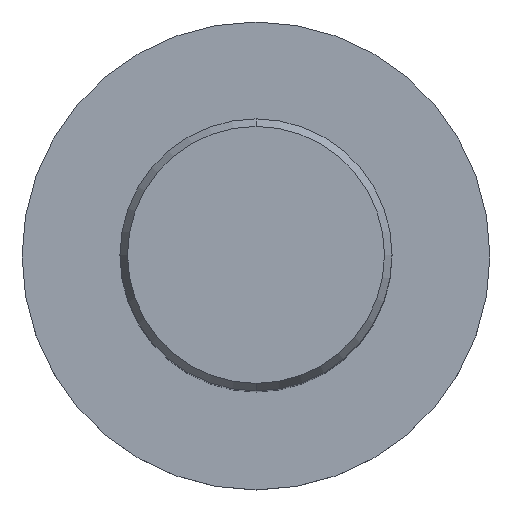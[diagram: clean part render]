
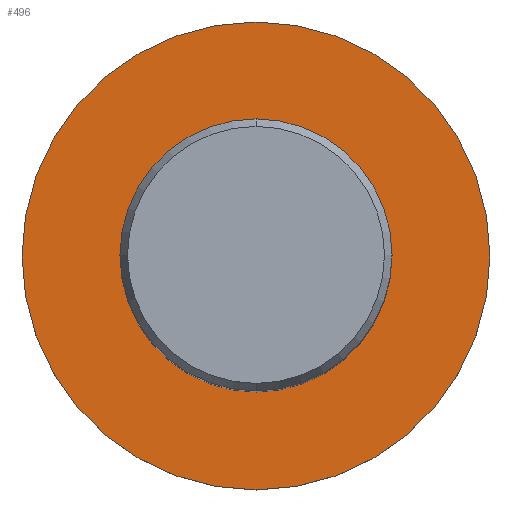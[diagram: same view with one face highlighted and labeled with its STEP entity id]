
A CAD part, top view. The second image highlights one B-rep face of the part: STEP entity #496.
In plain terms, the highlighted planar face has unit normal (0, 0, 1).
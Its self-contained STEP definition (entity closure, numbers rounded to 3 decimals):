
#254=VERTEX_POINT('',#591);
#256=EDGE_CURVE('',#318,#408,#593,.T.);
#300=EDGE_CURVE('',#408,#318,#641,.T.);
#318=VERTEX_POINT('',#660);
#322=EDGE_CURVE('',#486,#254,#664,.T.);
#390=EDGE_CURVE('',#254,#486,#737,.T.);
#408=VERTEX_POINT('',#757);
#486=VERTEX_POINT('',#845);
#496=ADVANCED_FACE('',(#857,#858),#859,.T.);
#591=CARTESIAN_POINT('',(0.0,12.5,-56.0));
#593=CIRCLE('',#1022,21.5);
#641=CIRCLE('',#1126,21.5);
#660=CARTESIAN_POINT('',(0.0,21.5,-56.0));
#664=CIRCLE('',#1151,12.5);
#737=CIRCLE('',#1327,12.5);
#757=CARTESIAN_POINT('',(0.,-21.5,-56.0));
#845=CARTESIAN_POINT('',(0.,-12.5,-56.0));
#857=FACE_BOUND('',#1558,.T.);
#858=FACE_OUTER_BOUND('',#1559,.T.);
#859=PLANE('',#1560);
#1022=AXIS2_PLACEMENT_3D('',#1626,#1627,#1628);
#1126=AXIS2_PLACEMENT_3D('',#1689,#1690,#1691);
#1151=AXIS2_PLACEMENT_3D('',#1702,#1703,#1704);
#1327=AXIS2_PLACEMENT_3D('',#1781,#1782,#1783);
#1558=EDGE_LOOP('',(#1947,#1948));
#1559=EDGE_LOOP('',(#1949,#1950));
#1560=AXIS2_PLACEMENT_3D('',#1951,#1952,#1953);
#1626=CARTESIAN_POINT('',(0.0,0.0,-56.0));
#1627=DIRECTION('',(0.0,0.0,-1.0));
#1628=DIRECTION('',(0.0,1.0,0.0));
#1689=CARTESIAN_POINT('',(0.0,0.0,-56.0));
#1690=DIRECTION('',(0.0,0.0,-1.0));
#1691=DIRECTION('',(0.0,1.0,0.0));
#1702=CARTESIAN_POINT('',(0.0,0.0,-56.0));
#1703=DIRECTION('',(-0.0,0.0,-1.0));
#1704=DIRECTION('',(0.0,1.0,0.0));
#1781=CARTESIAN_POINT('',(0.0,0.0,-56.0));
#1782=DIRECTION('',(-0.0,0.0,-1.0));
#1783=DIRECTION('',(0.0,1.0,0.0));
#1947=ORIENTED_EDGE('',*,*,#390,.T.);
#1948=ORIENTED_EDGE('',*,*,#322,.T.);
#1949=ORIENTED_EDGE('',*,*,#256,.F.);
#1950=ORIENTED_EDGE('',*,*,#300,.F.);
#1951=CARTESIAN_POINT('',(0.0,10.75,-56.0));
#1952=DIRECTION('',(-0.0,0.0,1.0));
#1953=DIRECTION('',(0.0,-1.0,0.0));
